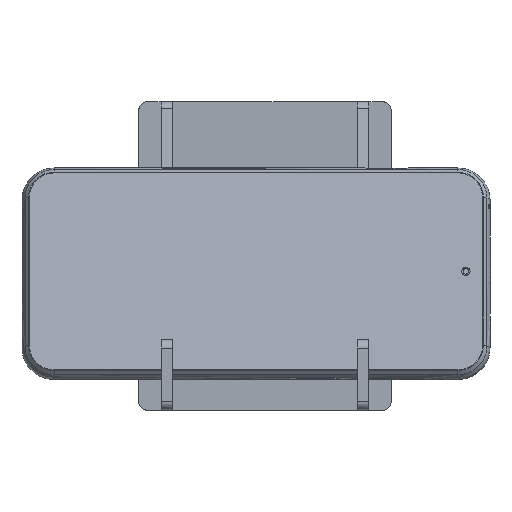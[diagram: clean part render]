
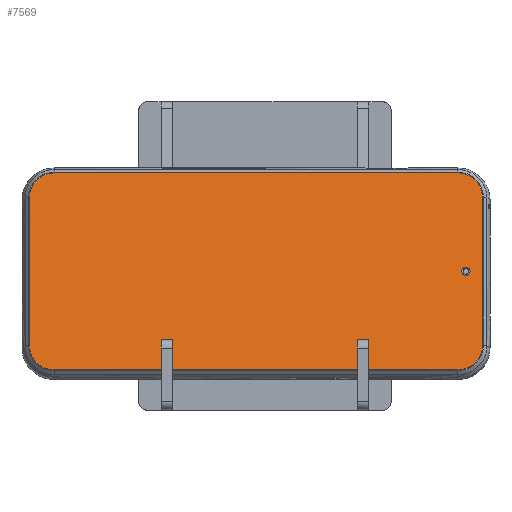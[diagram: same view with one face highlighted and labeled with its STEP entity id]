
A CAD part, top view. The second image highlights one B-rep face of the part: STEP entity #7569.
In plain terms, the highlighted free-form (B-spline) face has degree [1, 1] with [2, 2] control points.
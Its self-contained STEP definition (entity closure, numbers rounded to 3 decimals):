
#7381 = VERTEX_POINT('',#7382);
#7382 = CARTESIAN_POINT('',(-221.849,25.87,
    27.368));
#7387 = EDGE_CURVE('',#7388,#7381,#7390,.T.);
#7388 = VERTEX_POINT('',#7389);
#7389 = CARTESIAN_POINT('',(-211.468,36.054,
    25.361));
#7390 = ( BOUNDED_CURVE() B_SPLINE_CURVE(2,(#7391,#7392,#7393),
.UNSPECIFIED.,.F.,.F.) B_SPLINE_CURVE_WITH_KNOTS((3,3),(3.142,
4.712),.PIECEWISE_BEZIER_KNOTS.) CURVE() 
GEOMETRIC_REPRESENTATION_ITEM() RATIONAL_B_SPLINE_CURVE((1.,
0.707,1.)) REPRESENTATION_ITEM('') );
#7391 = CARTESIAN_POINT('',(-211.468,36.054,
    25.361));
#7392 = CARTESIAN_POINT('',(-221.849,36.054,
    25.361));
#7393 = CARTESIAN_POINT('',(-221.849,25.87,
    27.368));
#7412 = VERTEX_POINT('',#7413);
#7413 = CARTESIAN_POINT('',(-221.849,-35.976,
    39.555));
#7418 = EDGE_CURVE('',#7381,#7412,#7419,.T.);
#7419 = B_SPLINE_CURVE_WITH_KNOTS('',1,(#7420,#7421),.UNSPECIFIED.,.F.,
  .F.,(2,2),(0.,53.9),.PIECEWISE_BEZIER_KNOTS.);
#7420 = CARTESIAN_POINT('',(-221.849,25.87,
    27.368));
#7421 = CARTESIAN_POINT('',(-221.849,-35.976,
    39.555));
#7434 = VERTEX_POINT('',#7435);
#7435 = CARTESIAN_POINT('',(-211.468,-46.16,
    41.562));
#7440 = EDGE_CURVE('',#7412,#7434,#7441,.T.);
#7441 = ( BOUNDED_CURVE() B_SPLINE_CURVE(2,(#7442,#7443,#7444),
.UNSPECIFIED.,.F.,.F.) B_SPLINE_CURVE_WITH_KNOTS((3,3),(4.712,
6.283),.PIECEWISE_BEZIER_KNOTS.) CURVE() 
GEOMETRIC_REPRESENTATION_ITEM() RATIONAL_B_SPLINE_CURVE((1.,
0.707,1.)) REPRESENTATION_ITEM('') );
#7442 = CARTESIAN_POINT('',(-221.849,-35.976,
    39.555));
#7443 = CARTESIAN_POINT('',(-221.849,-46.16,
    41.562));
#7444 = CARTESIAN_POINT('',(-211.468,-46.16,
    41.562));
#7459 = VERTEX_POINT('',#7460);
#7460 = CARTESIAN_POINT('',(-43.062,-46.16,
    41.562));
#7465 = EDGE_CURVE('',#7434,#7459,#7466,.T.);
#7466 = B_SPLINE_CURVE_WITH_KNOTS('',1,(#7467,#7468),.UNSPECIFIED.,.F.,
  .F.,(2,2),(0.,144.),.PIECEWISE_BEZIER_KNOTS.);
#7467 = CARTESIAN_POINT('',(-211.468,-46.16,
    41.562));
#7468 = CARTESIAN_POINT('',(-43.062,-46.16,
    41.562));
#7481 = VERTEX_POINT('',#7482);
#7482 = CARTESIAN_POINT('',(-32.682,-35.976,
    39.555));
#7487 = EDGE_CURVE('',#7459,#7481,#7488,.T.);
#7488 = ( BOUNDED_CURVE() B_SPLINE_CURVE(2,(#7489,#7490,#7491),
.UNSPECIFIED.,.F.,.F.) B_SPLINE_CURVE_WITH_KNOTS((3,3),(0.,
1.571),.PIECEWISE_BEZIER_KNOTS.) CURVE() 
GEOMETRIC_REPRESENTATION_ITEM() RATIONAL_B_SPLINE_CURVE((1.,
0.707,1.)) REPRESENTATION_ITEM('') );
#7489 = CARTESIAN_POINT('',(-43.062,-46.16,
    41.562));
#7490 = CARTESIAN_POINT('',(-32.682,-46.16,
    41.562));
#7491 = CARTESIAN_POINT('',(-32.682,-35.976,
    39.555));
#7512 = VERTEX_POINT('',#7513);
#7513 = CARTESIAN_POINT('',(-32.682,25.87,
    27.368));
#7518 = EDGE_CURVE('',#7481,#7512,#7519,.T.);
#7519 = B_SPLINE_CURVE_WITH_KNOTS('',1,(#7520,#7521),.UNSPECIFIED.,.F.,
  .F.,(2,2),(0.,53.9),.PIECEWISE_BEZIER_KNOTS.);
#7520 = CARTESIAN_POINT('',(-32.682,-35.976,
    39.555));
#7521 = CARTESIAN_POINT('',(-32.682,25.87,
    27.368));
#7534 = VERTEX_POINT('',#7535);
#7535 = CARTESIAN_POINT('',(-43.062,36.054,
    25.361));
#7540 = EDGE_CURVE('',#7512,#7534,#7541,.T.);
#7541 = ( BOUNDED_CURVE() B_SPLINE_CURVE(2,(#7542,#7543,#7544),
.UNSPECIFIED.,.F.,.F.) B_SPLINE_CURVE_WITH_KNOTS((3,3),(1.571,
3.142),.PIECEWISE_BEZIER_KNOTS.) CURVE() 
GEOMETRIC_REPRESENTATION_ITEM() RATIONAL_B_SPLINE_CURVE((1.,
0.707,1.)) REPRESENTATION_ITEM('') );
#7542 = CARTESIAN_POINT('',(-32.682,25.87,
    27.368));
#7543 = CARTESIAN_POINT('',(-32.682,36.054,
    25.361));
#7544 = CARTESIAN_POINT('',(-43.062,36.054,
    25.361));
#7559 = EDGE_CURVE('',#7534,#7388,#7560,.T.);
#7560 = B_SPLINE_CURVE_WITH_KNOTS('',1,(#7561,#7562),.UNSPECIFIED.,.F.,
  .F.,(2,2),(0.,144.),.PIECEWISE_BEZIER_KNOTS.);
#7561 = CARTESIAN_POINT('',(-43.062,36.054,
    25.361));
#7562 = CARTESIAN_POINT('',(-211.468,36.054,
    25.361));
#7569 = ADVANCED_FACE('',(#7570,#7592),#7602,.T.);
#7570 = FACE_BOUND('',#7571,.T.);
#7571 = EDGE_LOOP('',(#7572,#7584));
#7572 = ORIENTED_EDGE('',*,*,#7573,.F.);
#7573 = EDGE_CURVE('',#7574,#7576,#7578,.T.);
#7574 = VERTEX_POINT('',#7575);
#7575 = CARTESIAN_POINT('',(-39.699,-6.774,
    33.8));
#7576 = VERTEX_POINT('',#7577);
#7577 = CARTESIAN_POINT('',(-39.699,-3.332,
    33.122));
#7578 = ( BOUNDED_CURVE() B_SPLINE_CURVE(2,(#7579,#7580,#7581,#7582,
#7583),.UNSPECIFIED.,.F.,.F.) B_SPLINE_CURVE_WITH_KNOTS((3,2,3),(0.,
1.571,3.142),.PIECEWISE_BEZIER_KNOTS.) CURVE() 
GEOMETRIC_REPRESENTATION_ITEM() RATIONAL_B_SPLINE_CURVE((1.,
0.707,1.,0.707,1.)) REPRESENTATION_ITEM('') );
#7579 = CARTESIAN_POINT('',(-39.699,-6.774,
    33.8));
#7580 = CARTESIAN_POINT('',(-37.945,-6.774,
    33.8));
#7581 = CARTESIAN_POINT('',(-37.945,-5.053,
    33.461));
#7582 = CARTESIAN_POINT('',(-37.945,-3.332,
    33.122));
#7583 = CARTESIAN_POINT('',(-39.699,-3.332,
    33.122));
#7584 = ORIENTED_EDGE('',*,*,#7585,.F.);
#7585 = EDGE_CURVE('',#7576,#7574,#7586,.T.);
#7586 = ( BOUNDED_CURVE() B_SPLINE_CURVE(2,(#7587,#7588,#7589,#7590,
#7591),.UNSPECIFIED.,.F.,.F.) B_SPLINE_CURVE_WITH_KNOTS((3,2,3),(
    3.142,4.712,6.283),
.PIECEWISE_BEZIER_KNOTS.) CURVE() GEOMETRIC_REPRESENTATION_ITEM() 
RATIONAL_B_SPLINE_CURVE((1.,0.707,1.,0.707,1.)) 
REPRESENTATION_ITEM('') );
#7587 = CARTESIAN_POINT('',(-39.699,-3.332,
    33.122));
#7588 = CARTESIAN_POINT('',(-41.453,-3.332,
    33.122));
#7589 = CARTESIAN_POINT('',(-41.453,-5.053,
    33.461));
#7590 = CARTESIAN_POINT('',(-41.453,-6.774,
    33.8));
#7591 = CARTESIAN_POINT('',(-39.699,-6.774,
    33.8));
#7592 = FACE_BOUND('',#7593,.T.);
#7593 = EDGE_LOOP('',(#7594,#7595,#7596,#7597,#7598,#7599,#7600,#7601));
#7594 = ORIENTED_EDGE('',*,*,#7387,.T.);
#7595 = ORIENTED_EDGE('',*,*,#7418,.T.);
#7596 = ORIENTED_EDGE('',*,*,#7440,.T.);
#7597 = ORIENTED_EDGE('',*,*,#7465,.T.);
#7598 = ORIENTED_EDGE('',*,*,#7487,.T.);
#7599 = ORIENTED_EDGE('',*,*,#7518,.T.);
#7600 = ORIENTED_EDGE('',*,*,#7540,.T.);
#7601 = ORIENTED_EDGE('',*,*,#7559,.T.);
#7602 = B_SPLINE_SURFACE_WITH_KNOTS('',1,1,(
    (#7603,#7604)
    ,(#7605,#7606
    )),.UNSPECIFIED.,.F.,.F.,.F.,(2,2),(2,2),(-8.876,
    62.776),(-8.876,152.876),
  .PIECEWISE_BEZIER_KNOTS.);
#7603 = CARTESIAN_POINT('',(-221.849,36.054,
    25.361));
#7604 = CARTESIAN_POINT('',(-32.682,36.054,
    25.361));
#7605 = CARTESIAN_POINT('',(-221.849,-46.16,
    41.562));
#7606 = CARTESIAN_POINT('',(-32.682,-46.16,
    41.562));
